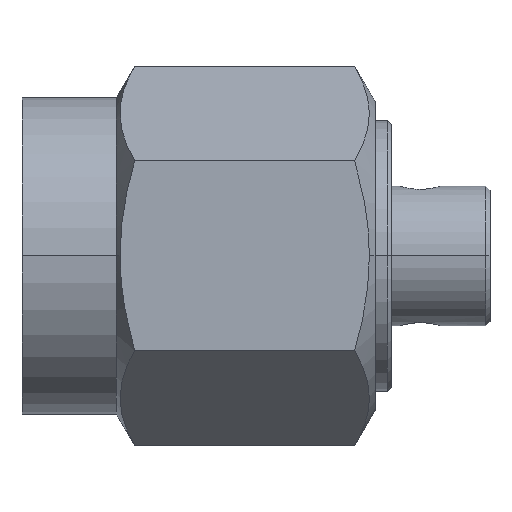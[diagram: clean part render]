
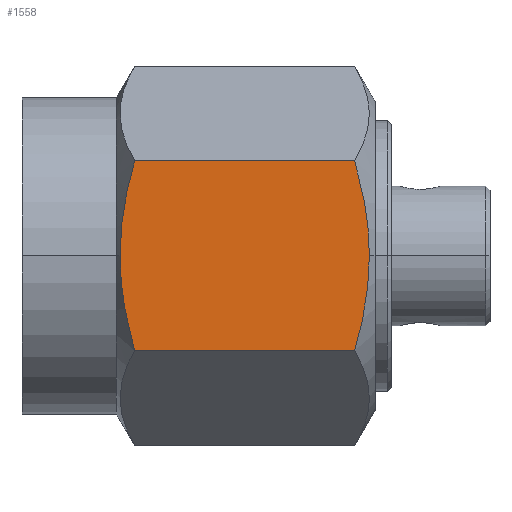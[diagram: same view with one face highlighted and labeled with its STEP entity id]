
A CAD part, top view. The second image highlights one B-rep face of the part: STEP entity #1558.
In plain terms, the highlighted face is planar.
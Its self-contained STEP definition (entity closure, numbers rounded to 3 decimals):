
#204 = EDGE_CURVE ( 'NONE', #2835, #1752, #1307, .T. ) ;
#233 = CARTESIAN_POINT ( 'NONE',  ( 4.001, -2.31, -2.745 ) ) ;
#236 = ORIENTED_EDGE ( 'NONE', *, *, #1299, .F. ) ;
#318 = CARTESIAN_POINT ( 'NONE',  ( 4.001, 2.31, 1.4 ) ) ;
#328 = CARTESIAN_POINT ( 'NONE',  ( 4.001, 2.31, 1.4 ) ) ;
#359 = CARTESIAN_POINT ( 'NONE',  ( 4.001, -2.31, -2.745 ) ) ;
#407 = FACE_OUTER_BOUND ( 'NONE', #413, .T. ) ;
#413 = EDGE_LOOP ( 'NONE', ( #1933, #1024, #236, #1563, #1826, #2532 ) ) ;
#503 = DIRECTION ( 'NONE',  ( 0., 0., -1. ) ) ;
#534 = EDGE_CURVE ( 'NONE', #1752, #775, #602, .T. ) ;
#570 = CARTESIAN_POINT ( 'NONE',  ( 4.001, -0.39, -2.387 ) ) ;
#597 = CARTESIAN_POINT ( 'NONE',  ( 4.001, 0.786, -8.427 ) ) ;
#602 = B_SPLINE_CURVE_WITH_KNOTS ( 'NONE', 3,
 ( #2937, #1746, #1976, #2966, #2437, #2446 ),
 .UNSPECIFIED., .F., .F.,
 ( 4, 2, 4 ),
 ( 0.006, 0.008, 0.009 ),
 .UNSPECIFIED. ) ;
#775 = VERTEX_POINT ( 'NONE', #2144 ) ;
#792 = VERTEX_POINT ( 'NONE', #1232 ) ;
#846 = CARTESIAN_POINT ( 'NONE',  ( 4.001, 0., -8.462 ) ) ;
#898 = CARTESIAN_POINT ( 'NONE',  ( 4.001, 2.31, -8.105 ) ) ;
#938 = CARTESIAN_POINT ( 'NONE',  ( 4.001, -2.31, -8.105 ) ) ;
#951 = VERTEX_POINT ( 'NONE', #898 ) ;
#985 = LINE ( 'NONE', #328, #2033 ) ;
#1001 = CARTESIAN_POINT ( 'NONE',  ( 4.001, -2.31, 1.4 ) ) ;
#1006 = EDGE_CURVE ( 'NONE', #1320, #792, #1287, .T. ) ;
#1024 = ORIENTED_EDGE ( 'NONE', *, *, #1006, .F. ) ;
#1099 = CARTESIAN_POINT ( 'NONE',  ( 4.001, -1.934, -2.636 ) ) ;
#1232 = CARTESIAN_POINT ( 'NONE',  ( 4.001, -2.31, -8.105 ) ) ;
#1275 = DIRECTION ( 'NONE',  ( 0., -1., 0. ) ) ;
#1287 = B_SPLINE_CURVE_WITH_KNOTS ( 'NONE', 3,
 ( #3085, #1625, #1642, #2363, #2372, #938 ),
 .UNSPECIFIED., .F., .F.,
 ( 4, 2, 4 ),
 ( 0.004, 0.005, 0.006 ),
 .UNSPECIFIED. ) ;
#1299 = EDGE_CURVE ( 'NONE', #951, #1320, #2494, .T. ) ;
#1307 = B_SPLINE_CURVE_WITH_KNOTS ( 'NONE', 3,
 ( #359, #1099, #1766, #2238, #570, #2009 ),
 .UNSPECIFIED., .F., .F.,
 ( 4, 2, 4 ),
 ( 0.004, 0.005, 0.006 ),
 .UNSPECIFIED. ) ;
#1320 = VERTEX_POINT ( 'NONE', #2504 ) ;
#1512 = EDGE_CURVE ( 'NONE', #2835, #792, #2796, .T. ) ;
#1536 = CARTESIAN_POINT ( 'NONE',  ( 4.001, 2.31, -8.105 ) ) ;
#1546 = EDGE_CURVE ( 'NONE', #775, #951, #985, .T. ) ;
#1558 = ADVANCED_FACE ( 'NONE', ( #407 ), #1728, .T. ) ;
#1563 = ORIENTED_EDGE ( 'NONE', *, *, #1546, .F. ) ;
#1578 = CARTESIAN_POINT ( 'NONE',  ( 4.001, 0., -2.387 ) ) ;
#1625 = CARTESIAN_POINT ( 'NONE',  ( 4.001, -0.39, -8.462 ) ) ;
#1642 = CARTESIAN_POINT ( 'NONE',  ( 4.001, -0.778, -8.428 ) ) ;
#1728 = PLANE ( 'NONE',  #3014 ) ;
#1746 = CARTESIAN_POINT ( 'NONE',  ( 4.001, 0.391, -2.387 ) ) ;
#1752 = VERTEX_POINT ( 'NONE', #1578 ) ;
#1766 = CARTESIAN_POINT ( 'NONE',  ( 4.001, -1.55, -2.545 ) ) ;
#1826 = ORIENTED_EDGE ( 'NONE', *, *, #534, .F. ) ;
#1933 = ORIENTED_EDGE ( 'NONE', *, *, #1512, .T. ) ;
#1976 = CARTESIAN_POINT ( 'NONE',  ( 4.001, 0.786, -2.422 ) ) ;
#1984 = DIRECTION ( 'NONE',  ( 0., 0., -1. ) ) ;
#2009 = CARTESIAN_POINT ( 'NONE',  ( 4.001, 0., -2.387 ) ) ;
#2013 = CARTESIAN_POINT ( 'NONE',  ( 4.001, 1.558, -8.302 ) ) ;
#2033 = VECTOR ( 'NONE', #1984, 1000. ) ;
#2144 = CARTESIAN_POINT ( 'NONE',  ( 4.001, 2.31, -2.745 ) ) ;
#2234 = DIRECTION ( 'NONE',  ( 1., 0., 0. ) ) ;
#2238 = CARTESIAN_POINT ( 'NONE',  ( 4.001, -0.778, -2.421 ) ) ;
#2363 = CARTESIAN_POINT ( 'NONE',  ( 4.001, -1.55, -8.304 ) ) ;
#2372 = CARTESIAN_POINT ( 'NONE',  ( 4.001, -1.934, -8.213 ) ) ;
#2437 = CARTESIAN_POINT ( 'NONE',  ( 4.001, 1.936, -2.637 ) ) ;
#2446 = CARTESIAN_POINT ( 'NONE',  ( 4.001, 2.31, -2.745 ) ) ;
#2494 = B_SPLINE_CURVE_WITH_KNOTS ( 'NONE', 3,
 ( #1536, #2986, #2013, #597, #3019, #846 ),
 .UNSPECIFIED., .F., .F.,
 ( 4, 2, 4 ),
 ( 0.002, 0.003, 0.004 ),
 .UNSPECIFIED. ) ;
#2504 = CARTESIAN_POINT ( 'NONE',  ( 4.001, 0., -8.462 ) ) ;
#2532 = ORIENTED_EDGE ( 'NONE', *, *, #204, .F. ) ;
#2683 = VECTOR ( 'NONE', #503, 1000. ) ;
#2796 = LINE ( 'NONE', #1001, #2683 ) ;
#2835 = VERTEX_POINT ( 'NONE', #233 ) ;
#2937 = CARTESIAN_POINT ( 'NONE',  ( 4.001, 0., -2.387 ) ) ;
#2966 = CARTESIAN_POINT ( 'NONE',  ( 4.001, 1.558, -2.547 ) ) ;
#2986 = CARTESIAN_POINT ( 'NONE',  ( 4.001, 1.936, -8.212 ) ) ;
#3014 = AXIS2_PLACEMENT_3D ( 'NONE', #318, #2234, #1275 ) ;
#3019 = CARTESIAN_POINT ( 'NONE',  ( 4.001, 0.391, -8.462 ) ) ;
#3085 = CARTESIAN_POINT ( 'NONE',  ( 4.001, 0., -8.462 ) ) ;
